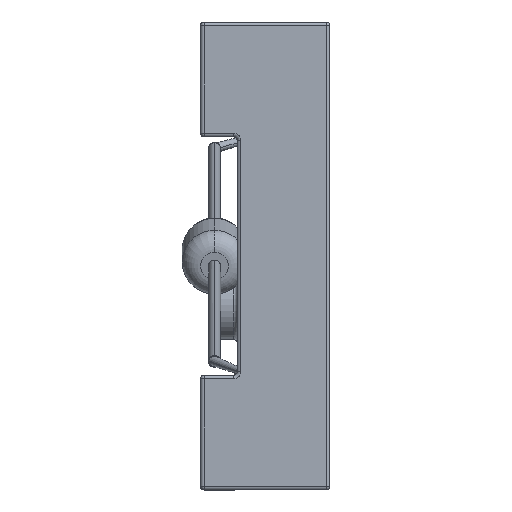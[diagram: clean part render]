
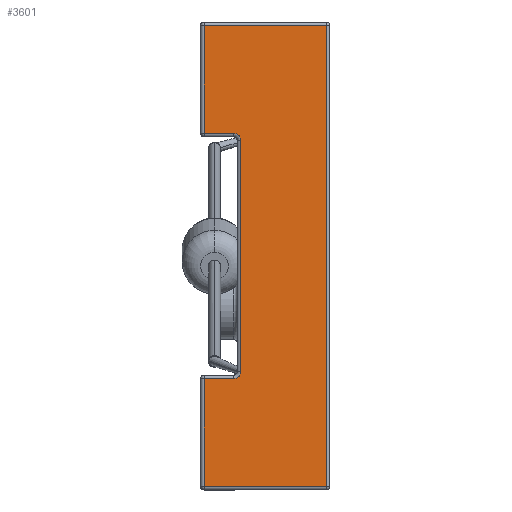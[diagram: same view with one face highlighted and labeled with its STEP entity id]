
A CAD part, left-side view. The second image highlights one B-rep face of the part: STEP entity #3601.
In plain terms, the highlighted planar face has unit normal (-1, 0, 0).
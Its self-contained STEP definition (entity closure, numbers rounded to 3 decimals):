
#112 = CARTESIAN_POINT ( 'NONE',  ( -11.4, 0.075, 4.975 ) ) ;
#150 = DIRECTION ( 'NONE',  ( 0., -1., 0. ) ) ;
#165 = CARTESIAN_POINT ( 'NONE',  ( -11.4, 1.925, 2.495 ) ) ;
#241 = VECTOR ( 'NONE', #1082, 1000. ) ;
#369 = CARTESIAN_POINT ( 'NONE',  ( -11.4, 2.075, -2.495 ) ) ;
#487 = DIRECTION ( 'NONE',  ( 0., 1., 0. ) ) ;
#607 = LINE ( 'NONE', #1998, #8549 ) ;
#900 = VERTEX_POINT ( 'NONE', #9406 ) ;
#1050 = CARTESIAN_POINT ( 'NONE',  ( -11.4, 0., -4.975 ) ) ;
#1082 = DIRECTION ( 'NONE',  ( 0., -1., 0. ) ) ;
#1129 = DIRECTION ( 'NONE',  ( 0., 0., -1. ) ) ;
#1156 = CARTESIAN_POINT ( 'NONE',  ( -11.4, 0., 0. ) ) ;
#1311 = LINE ( 'NONE', #7153, #9016 ) ;
#1339 = PLANE ( 'NONE',  #4807 ) ;
#1483 = DIRECTION ( 'NONE',  ( 0., 0., -1. ) ) ;
#1630 = VERTEX_POINT ( 'NONE', #3447 ) ;
#1634 = CARTESIAN_POINT ( 'NONE',  ( -11.4, 0., 2.645 ) ) ;
#1656 = LINE ( 'NONE', #1634, #9352 ) ;
#1772 = VERTEX_POINT ( 'NONE', #9592 ) ;
#1885 = LINE ( 'NONE', #8856, #9567 ) ;
#1998 = CARTESIAN_POINT ( 'NONE',  ( -11.4, 0., 4.975 ) ) ;
#2025 = CARTESIAN_POINT ( 'NONE',  ( -11.4, 2.715, -2.645 ) ) ;
#2071 = FACE_OUTER_BOUND ( 'NONE', #2173, .T. ) ;
#2100 = DIRECTION ( 'NONE',  ( 0., 0., -1. ) ) ;
#2173 = EDGE_LOOP ( 'NONE', ( #6150, #3636, #5900, #5402, #9183, #7916, #7884, #2460, #6162, #2762 ) ) ;
#2460 = ORIENTED_EDGE ( 'NONE', *, *, #8134, .T. ) ;
#2486 = LINE ( 'NONE', #1050, #241 ) ;
#2638 = CARTESIAN_POINT ( 'NONE',  ( -11.4, 2.715, 4.975 ) ) ;
#2689 = DIRECTION ( 'NONE',  ( -1., 0., 0. ) ) ;
#2762 = ORIENTED_EDGE ( 'NONE', *, *, #7394, .T. ) ;
#3003 = VERTEX_POINT ( 'NONE', #2638 ) ;
#3137 = DIRECTION ( 'NONE',  ( 0., 0., -1. ) ) ;
#3220 = CARTESIAN_POINT ( 'NONE',  ( -11.4, 2.715, 2.645 ) ) ;
#3261 = EDGE_CURVE ( 'NONE', #4875, #6034, #8610, .T. ) ;
#3447 = CARTESIAN_POINT ( 'NONE',  ( -11.4, 0.075, -4.975 ) ) ;
#3601 = ADVANCED_FACE ( 'NONE', ( #2071 ), #1339, .F. ) ;
#3636 = ORIENTED_EDGE ( 'NONE', *, *, #7991, .T. ) ;
#3727 = CARTESIAN_POINT ( 'NONE',  ( -11.4, 1.925, 0. ) ) ;
#4287 = VERTEX_POINT ( 'NONE', #112 ) ;
#4643 = VECTOR ( 'NONE', #1483, 1000. ) ;
#4689 = CIRCLE ( 'NONE', #4903, 0.15 ) ;
#4807 = AXIS2_PLACEMENT_3D ( 'NONE', #1156, #6557, #2100 ) ;
#4875 = VERTEX_POINT ( 'NONE', #165 ) ;
#4903 = AXIS2_PLACEMENT_3D ( 'NONE', #7154, #2689, #7894 ) ;
#4929 = VERTEX_POINT ( 'NONE', #3220 ) ;
#5023 = VECTOR ( 'NONE', #7950, 1000. ) ;
#5069 = CIRCLE ( 'NONE', #5467, 0.15 ) ;
#5135 = DIRECTION ( 'NONE',  ( 0., 1., 0. ) ) ;
#5376 = CARTESIAN_POINT ( 'NONE',  ( -11.4, 2.715, 0. ) ) ;
#5402 = ORIENTED_EDGE ( 'NONE', *, *, #3261, .T. ) ;
#5467 = AXIS2_PLACEMENT_3D ( 'NONE', #369, #5580, #1129 ) ;
#5580 = DIRECTION ( 'NONE',  ( -1., 0., 0. ) ) ;
#5692 = CARTESIAN_POINT ( 'NONE',  ( -11.4, 0.075, 0. ) ) ;
#5900 = ORIENTED_EDGE ( 'NONE', *, *, #7632, .F. ) ;
#5923 = VERTEX_POINT ( 'NONE', #8899 ) ;
#6034 = VERTEX_POINT ( 'NONE', #6064 ) ;
#6064 = CARTESIAN_POINT ( 'NONE',  ( -11.4, 1.925, -2.495 ) ) ;
#6150 = ORIENTED_EDGE ( 'NONE', *, *, #7369, .T. ) ;
#6162 = ORIENTED_EDGE ( 'NONE', *, *, #8262, .T. ) ;
#6557 = DIRECTION ( 'NONE',  ( 1., 0., 0. ) ) ;
#7030 = LINE ( 'NONE', #5692, #5023 ) ;
#7153 = CARTESIAN_POINT ( 'NONE',  ( -11.4, 2.715, 0. ) ) ;
#7154 = CARTESIAN_POINT ( 'NONE',  ( -11.4, 2.075, 2.495 ) ) ;
#7369 = EDGE_CURVE ( 'NONE', #3003, #4929, #1311, .T. ) ;
#7394 = EDGE_CURVE ( 'NONE', #4287, #3003, #607, .T. ) ;
#7632 = EDGE_CURVE ( 'NONE', #4875, #900, #4689, .T. ) ;
#7735 = VERTEX_POINT ( 'NONE', #2025 ) ;
#7843 = VECTOR ( 'NONE', #3137, 1000. ) ;
#7884 = ORIENTED_EDGE ( 'NONE', *, *, #8004, .T. ) ;
#7894 = DIRECTION ( 'NONE',  ( 0., 0., -1. ) ) ;
#7916 = ORIENTED_EDGE ( 'NONE', *, *, #8383, .T. ) ;
#7950 = DIRECTION ( 'NONE',  ( 0., 0., 1. ) ) ;
#7991 = EDGE_CURVE ( 'NONE', #4929, #900, #1656, .T. ) ;
#8004 = EDGE_CURVE ( 'NONE', #7735, #1772, #9575, .T. ) ;
#8134 = EDGE_CURVE ( 'NONE', #1772, #1630, #2486, .T. ) ;
#8262 = EDGE_CURVE ( 'NONE', #1630, #4287, #7030, .T. ) ;
#8383 = EDGE_CURVE ( 'NONE', #5923, #7735, #1885, .T. ) ;
#8549 = VECTOR ( 'NONE', #487, 1000. ) ;
#8610 = LINE ( 'NONE', #3727, #4643 ) ;
#8750 = EDGE_CURVE ( 'NONE', #5923, #6034, #5069, .T. ) ;
#8856 = CARTESIAN_POINT ( 'NONE',  ( -11.4, 0., -2.645 ) ) ;
#8899 = CARTESIAN_POINT ( 'NONE',  ( -11.4, 2.075, -2.645 ) ) ;
#9016 = VECTOR ( 'NONE', #9388, 1000. ) ;
#9183 = ORIENTED_EDGE ( 'NONE', *, *, #8750, .F. ) ;
#9352 = VECTOR ( 'NONE', #150, 1000. ) ;
#9388 = DIRECTION ( 'NONE',  ( 0., 0., -1. ) ) ;
#9406 = CARTESIAN_POINT ( 'NONE',  ( -11.4, 2.075, 2.645 ) ) ;
#9567 = VECTOR ( 'NONE', #5135, 1000. ) ;
#9575 = LINE ( 'NONE', #5376, #7843 ) ;
#9592 = CARTESIAN_POINT ( 'NONE',  ( -11.4, 2.715, -4.975 ) ) ;
